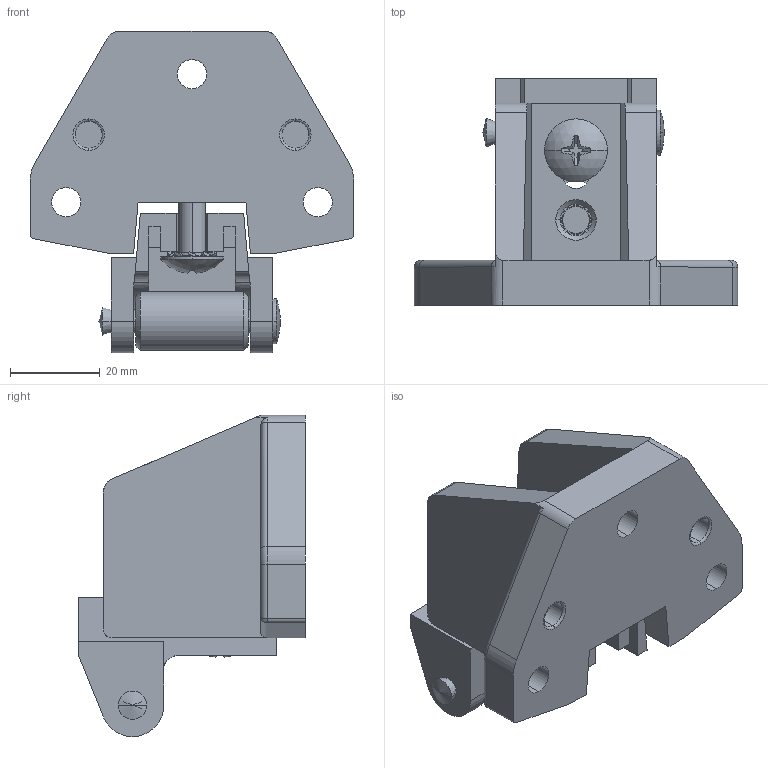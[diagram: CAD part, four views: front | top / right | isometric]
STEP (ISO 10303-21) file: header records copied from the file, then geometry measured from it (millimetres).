
FILE_DESCRIPTION (( 'STEP AP203' ), '1' );
FILE_NAME ('sone3D.STEP', '2013-06-04T06:32:19', ( '' ), ( '' ), 'SwSTEP 2.0', 'SolidWorks 2012', '' );
FILE_SCHEMA (( 'CONFIG_CONTROL_DESIGN' ));
Length unit declared in the file: millimetre
Products named in the file (7): sone3D; 歯付座金M6外歯形; 廫帤寠晅僩儔僗偹偠M6_M6亊20; FA-602S-2ローラーシャフト__カシメ; FA-602S-2儘乕儔乕_; FA-602S-1止め金_SLDPRT; FA-602S-1受座_
Assembly tree (8 placements, depth 2):
  sone3D
    FA-602S-1受座_
    FA-602S-1止め金_SLDPRT
    FA-602S-2儘乕儔乕_
    FA-602S-2ローラーシャフト__カシメ
    廫帤寠晅僩儔僗偹偠M6_M6亊20  x2
    歯付座金M6外歯形  x2
Bounding box: 72 x 50.5 x 71.5 mm (x, y, z)
Volume: 65082.2 mm3; surface area: 27341.4 mm2
Topology: 8 solids, 8 shells, 328 faces, 921 edges, 610 vertices
Faces by surface type: plane 103, bspline 98, cylinder 95, cone 18, torus 8, sphere 6
Entity records: 9026 total; most frequent: CARTESIAN_POINT 2345, ORIENTED_EDGE 1302, DIRECTION 1123, EDGE_CURVE 651, VERTEX_POINT 426, AXIS2_PLACEMENT_3D 378, VECTOR 367, LINE 367
